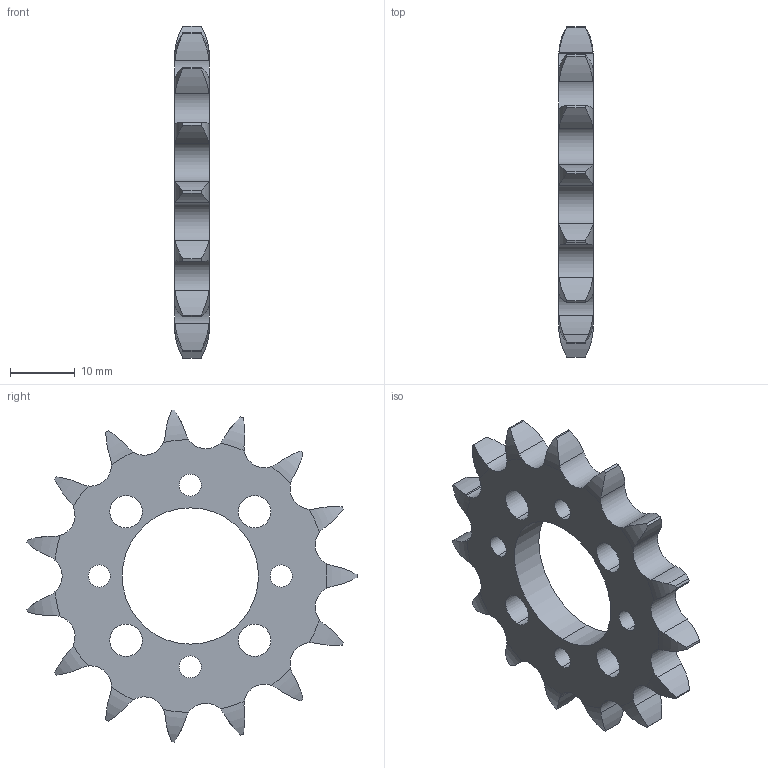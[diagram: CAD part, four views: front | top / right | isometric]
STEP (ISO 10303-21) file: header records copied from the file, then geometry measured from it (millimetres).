
FILE_DESCRIPTION (( 'STEP AP203' ), '1' );
FILE_NAME ('06b1 15T.STEP', '2017-03-10T10:14:19', ( '' ), ( '' ), 'SwSTEP 2.0', 'SolidWorks 2015', '' );
FILE_SCHEMA (( 'CONFIG_CONTROL_DESIGN' ));
Length unit declared in the file: millimetre
Products named in the file (1): 06b1 15T
Bounding box: 5.32 x 50.85 x 51.13 mm (x, y, z)
Volume: 5305.9 mm3; surface area: 4094.2 mm2
Topology: 1 solids, 1 shells, 126 faces, 364 edges, 240 vertices
Faces by surface type: cylinder 86, torus 30, cone 8, plane 2
Entity records: 4659 total; most frequent: CARTESIAN_POINT 1347, ORIENTED_EDGE 728, DIRECTION 632, EDGE_CURVE 364, AXIS2_PLACEMENT_3D 269, VERTEX_POINT 240, EDGE_LOOP 144, CIRCLE 142
